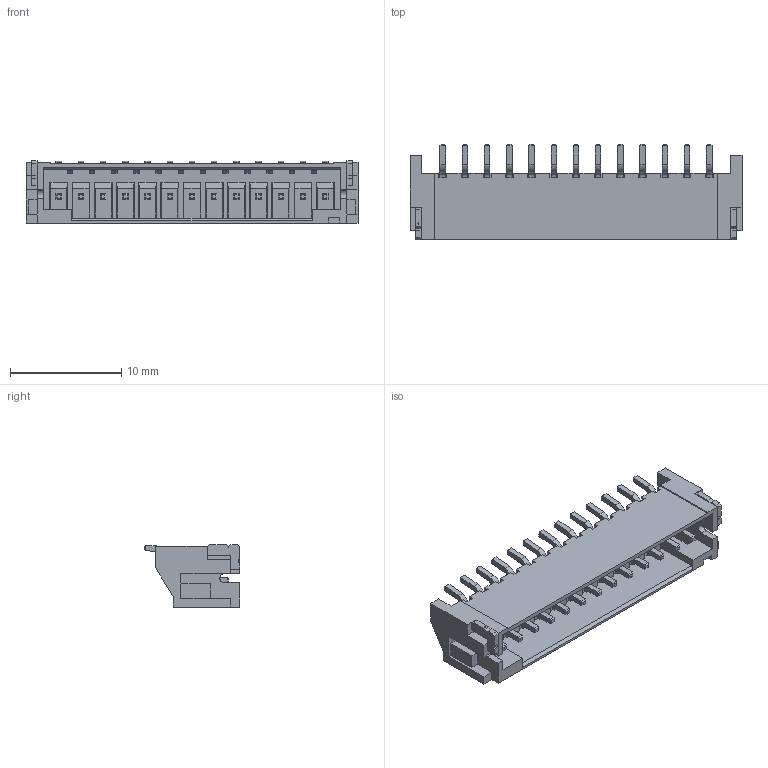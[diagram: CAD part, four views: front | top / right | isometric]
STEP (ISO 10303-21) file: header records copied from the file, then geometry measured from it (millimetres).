
FILE_DESCRIPTION (( 'STEP AP214' ), '1' );
FILE_NAME ('JST-S13B-PH-SM4-TB.STEP', '2020-12-29T19:08:45', ( '' ), ( '' ), 'SwSTEP 2.0', 'SolidWorks 2020', '' );
FILE_SCHEMA (( 'AUTOMOTIVE_DESIGN' ));
Length unit declared in the file: millimetre
Products named in the file (1): JST-S13B-PH-SM4-TB
Bounding box: 29.9 x 8.61 x 5.61 mm (x, y, z)
Volume: 498 mm3; surface area: 1348.5 mm2
Topology: 3 solids, 3 shells, 659 faces, 1652 edges, 1022 vertices
Faces by surface type: plane 577, bspline 65, cylinder 17
Entity records: 28202 total; most frequent: CARTESIAN_POINT 5401, ORIENTED_EDGE 3304, DIRECTION 2954, EDGE_CURVE 1652, VECTOR 1540, LINE 1540, VERTEX_POINT 1022, AXIS2_PLACEMENT_3D 707
